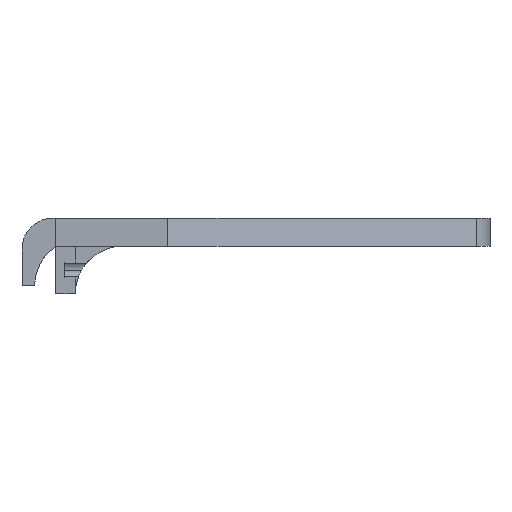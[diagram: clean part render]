
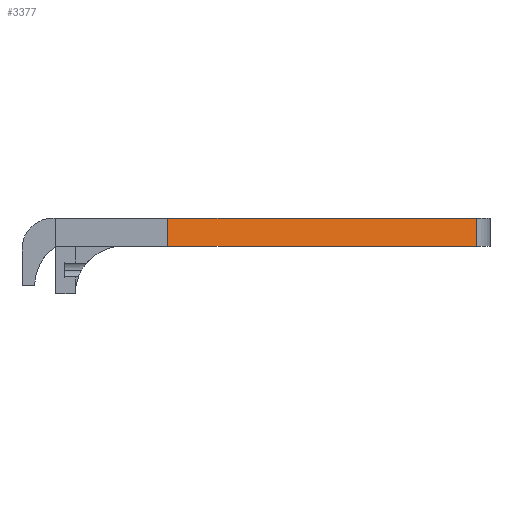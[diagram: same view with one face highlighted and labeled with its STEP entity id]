
A CAD part, left-side view. The second image highlights one B-rep face of the part: STEP entity #3377.
In plain terms, the highlighted planar face has unit normal (-0.895, -0.445, 0).
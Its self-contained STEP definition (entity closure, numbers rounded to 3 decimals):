
#522 = PLANE('',#523);
#523 = AXIS2_PLACEMENT_3D('',#524,#525,#526);
#524 = CARTESIAN_POINT('',(0.,-9.476,10.));
#525 = DIRECTION('',(-0.,-0.,-1.));
#526 = DIRECTION('',(-1.,0.,0.));
#553 = PLANE('',#554);
#554 = AXIS2_PLACEMENT_3D('',#555,#556,#557);
#555 = CARTESIAN_POINT('',(0.,-9.476,0.));
#556 = DIRECTION('',(-0.,-0.,-1.));
#557 = DIRECTION('',(-1.,0.,0.));
#1327 = PLANE('',#1328);
#1328 = AXIS2_PLACEMENT_3D('',#1329,#1330,#1331);
#1329 = CARTESIAN_POINT('',(-65.,10.,0.));
#1330 = DIRECTION('',(-1.,0.,0.));
#1331 = DIRECTION('',(0.,1.,0.));
#1610 = VERTEX_POINT('',#1611);
#1611 = CARTESIAN_POINT('',(-10.28,-100.,10.));
#1630 = CYLINDRICAL_SURFACE('',#1631,13.331);
#1631 = AXIS2_PLACEMENT_3D('',#1632,#1633,#1634);
#1632 = CARTESIAN_POINT('',(0.,-91.513,0.));
#1633 = DIRECTION('',(-0.,-0.,-1.));
#1634 = DIRECTION('',(1.,0.,0.));
#1642 = EDGE_CURVE('',#1643,#1610,#1645,.T.);
#1643 = VERTEX_POINT('',#1644);
#1644 = CARTESIAN_POINT('',(-65.,10.,10.));
#1645 = SURFACE_CURVE('',#1646,(#1650,#1657),.PCURVE_S1.);
#1646 = LINE('',#1647,#1648);
#1647 = CARTESIAN_POINT('',(-65.,10.,10.));
#1648 = VECTOR('',#1649,1.);
#1649 = DIRECTION('',(0.445,-0.895,0.));
#1650 = PCURVE('',#522,#1651);
#1651 = DEFINITIONAL_REPRESENTATION('',(#1652),#1656);
#1652 = LINE('',#1653,#1654);
#1653 = CARTESIAN_POINT('',(65.,19.476));
#1654 = VECTOR('',#1655,1.);
#1655 = DIRECTION('',(-0.445,-0.895));
#1656 = ( GEOMETRIC_REPRESENTATION_CONTEXT(2) 
PARAMETRIC_REPRESENTATION_CONTEXT() REPRESENTATION_CONTEXT('2D SPACE',''
  ) );
#1657 = PCURVE('',#1658,#1663);
#1658 = PLANE('',#1659);
#1659 = AXIS2_PLACEMENT_3D('',#1660,#1661,#1662);
#1660 = CARTESIAN_POINT('',(-65.,10.,0.));
#1661 = DIRECTION('',(0.895,0.445,0.));
#1662 = DIRECTION('',(0.445,-0.895,0.));
#1663 = DEFINITIONAL_REPRESENTATION('',(#1664),#1668);
#1664 = LINE('',#1665,#1666);
#1665 = CARTESIAN_POINT('',(0.,-10.));
#1666 = VECTOR('',#1667,1.);
#1667 = DIRECTION('',(1.,0.));
#1668 = ( GEOMETRIC_REPRESENTATION_CONTEXT(2) 
PARAMETRIC_REPRESENTATION_CONTEXT() REPRESENTATION_CONTEXT('2D SPACE',''
  ) );
#2028 = EDGE_CURVE('',#2029,#2031,#2033,.T.);
#2029 = VERTEX_POINT('',#2030);
#2030 = CARTESIAN_POINT('',(-65.,10.,0.));
#2031 = VERTEX_POINT('',#2032);
#2032 = CARTESIAN_POINT('',(-10.28,-100.,0.));
#2033 = SURFACE_CURVE('',#2034,(#2038,#2045),.PCURVE_S1.);
#2034 = LINE('',#2035,#2036);
#2035 = CARTESIAN_POINT('',(-65.,10.,0.));
#2036 = VECTOR('',#2037,1.);
#2037 = DIRECTION('',(0.445,-0.895,0.));
#2038 = PCURVE('',#553,#2039);
#2039 = DEFINITIONAL_REPRESENTATION('',(#2040),#2044);
#2040 = LINE('',#2041,#2042);
#2041 = CARTESIAN_POINT('',(65.,19.476));
#2042 = VECTOR('',#2043,1.);
#2043 = DIRECTION('',(-0.445,-0.895));
#2044 = ( GEOMETRIC_REPRESENTATION_CONTEXT(2) 
PARAMETRIC_REPRESENTATION_CONTEXT() REPRESENTATION_CONTEXT('2D SPACE',''
  ) );
#2045 = PCURVE('',#1658,#2046);
#2046 = DEFINITIONAL_REPRESENTATION('',(#2047),#2051);
#2047 = LINE('',#2048,#2049);
#2048 = CARTESIAN_POINT('',(0.,0.));
#2049 = VECTOR('',#2050,1.);
#2050 = DIRECTION('',(1.,0.));
#2051 = ( GEOMETRIC_REPRESENTATION_CONTEXT(2) 
PARAMETRIC_REPRESENTATION_CONTEXT() REPRESENTATION_CONTEXT('2D SPACE',''
  ) );
#3273 = EDGE_CURVE('',#2029,#1643,#3274,.T.);
#3274 = SURFACE_CURVE('',#3275,(#3279,#3286),.PCURVE_S1.);
#3275 = LINE('',#3276,#3277);
#3276 = CARTESIAN_POINT('',(-65.,10.,0.));
#3277 = VECTOR('',#3278,1.);
#3278 = DIRECTION('',(0.,0.,1.));
#3279 = PCURVE('',#1327,#3280);
#3280 = DEFINITIONAL_REPRESENTATION('',(#3281),#3285);
#3281 = LINE('',#3282,#3283);
#3282 = CARTESIAN_POINT('',(0.,0.));
#3283 = VECTOR('',#3284,1.);
#3284 = DIRECTION('',(0.,-1.));
#3285 = ( GEOMETRIC_REPRESENTATION_CONTEXT(2) 
PARAMETRIC_REPRESENTATION_CONTEXT() REPRESENTATION_CONTEXT('2D SPACE',''
  ) );
#3286 = PCURVE('',#1658,#3287);
#3287 = DEFINITIONAL_REPRESENTATION('',(#3288),#3292);
#3288 = LINE('',#3289,#3290);
#3289 = CARTESIAN_POINT('',(0.,0.));
#3290 = VECTOR('',#3291,1.);
#3291 = DIRECTION('',(0.,-1.));
#3292 = ( GEOMETRIC_REPRESENTATION_CONTEXT(2) 
PARAMETRIC_REPRESENTATION_CONTEXT() REPRESENTATION_CONTEXT('2D SPACE',''
  ) );
#3377 = ADVANCED_FACE('',(#3378),#1658,.F.);
#3378 = FACE_BOUND('',#3379,.F.);
#3379 = EDGE_LOOP('',(#3380,#3381,#3382,#3403));
#3380 = ORIENTED_EDGE('',*,*,#3273,.T.);
#3381 = ORIENTED_EDGE('',*,*,#1642,.T.);
#3382 = ORIENTED_EDGE('',*,*,#3383,.F.);
#3383 = EDGE_CURVE('',#2031,#1610,#3384,.T.);
#3384 = SURFACE_CURVE('',#3385,(#3389,#3396),.PCURVE_S1.);
#3385 = LINE('',#3386,#3387);
#3386 = CARTESIAN_POINT('',(-10.28,-100.,0.));
#3387 = VECTOR('',#3388,1.);
#3388 = DIRECTION('',(0.,0.,1.));
#3389 = PCURVE('',#1658,#3390);
#3390 = DEFINITIONAL_REPRESENTATION('',(#3391),#3395);
#3391 = LINE('',#3392,#3393);
#3392 = CARTESIAN_POINT('',(122.859,0.));
#3393 = VECTOR('',#3394,1.);
#3394 = DIRECTION('',(0.,-1.));
#3395 = ( GEOMETRIC_REPRESENTATION_CONTEXT(2) 
PARAMETRIC_REPRESENTATION_CONTEXT() REPRESENTATION_CONTEXT('2D SPACE',''
  ) );
#3396 = PCURVE('',#1630,#3397);
#3397 = DEFINITIONAL_REPRESENTATION('',(#3398),#3402);
#3398 = LINE('',#3399,#3400);
#3399 = CARTESIAN_POINT('',(-3.832,0.));
#3400 = VECTOR('',#3401,1.);
#3401 = DIRECTION('',(-0.,-1.));
#3402 = ( GEOMETRIC_REPRESENTATION_CONTEXT(2) 
PARAMETRIC_REPRESENTATION_CONTEXT() REPRESENTATION_CONTEXT('2D SPACE',''
  ) );
#3403 = ORIENTED_EDGE('',*,*,#2028,.F.);
